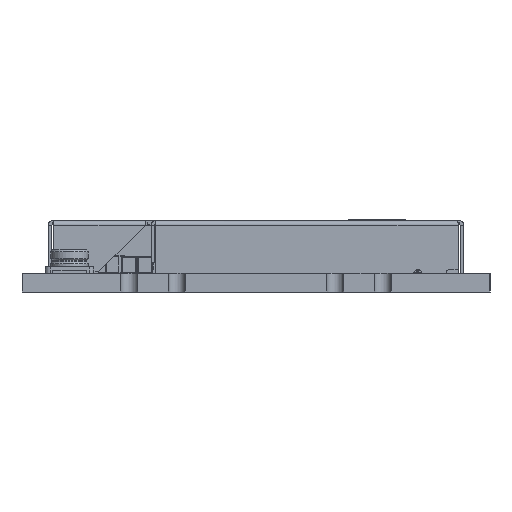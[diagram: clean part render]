
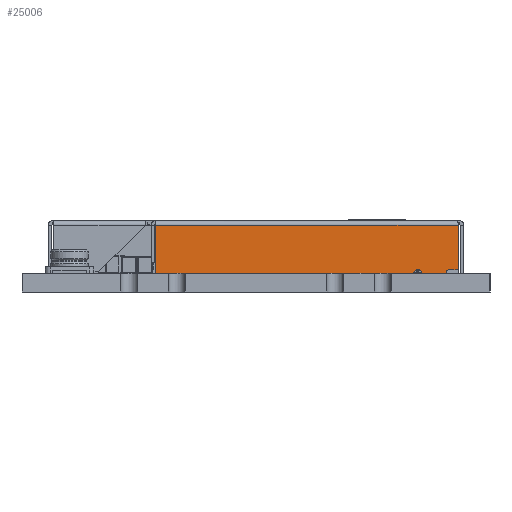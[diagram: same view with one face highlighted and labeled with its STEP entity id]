
A CAD part, front view. The second image highlights one B-rep face of the part: STEP entity #25006.
In plain terms, the highlighted face is planar.
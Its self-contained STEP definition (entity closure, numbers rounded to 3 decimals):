
#4057=LINE('',#51156,#6337);
#4061=LINE('',#51168,#6341);
#4065=LINE('',#51180,#6345);
#4069=LINE('',#51192,#6349);
#4073=LINE('',#51204,#6353);
#4076=LINE('',#51210,#6356);
#4079=LINE('',#51215,#6359);
#4080=LINE('',#51217,#6360);
#6337=VECTOR('',#31523,1.);
#6341=VECTOR('',#31535,1.);
#6345=VECTOR('',#31547,1.);
#6349=VECTOR('',#31559,1.);
#6353=VECTOR('',#31571,1.);
#6356=VECTOR('',#31576,1.);
#6359=VECTOR('',#31583,1.);
#6360=VECTOR('',#31586,1.);
#7316=PLANE('',#26674);
#8571=FACE_OUTER_BOUND('',#9980,.T.);
#9980=EDGE_LOOP('',(#22112,#22113,#22114,#22115,#22116,#22117,#22118,#22119,
#22120,#22121,#22122,#22123,#22124));
#10583=CIRCLE('',#26617,0.2);
#10592=CIRCLE('',#26657,0.2);
#10594=CIRCLE('',#26661,0.2);
#10596=CIRCLE('',#26665,0.2);
#10598=CIRCLE('',#26669,0.2);
#12479=VERTEX_POINT('',#50944);
#12481=VERTEX_POINT('',#50947);
#12535=VERTEX_POINT('',#51114);
#12537=VERTEX_POINT('',#51131);
#12540=VERTEX_POINT('',#51160);
#12542=VERTEX_POINT('',#51166);
#12544=VERTEX_POINT('',#51172);
#12546=VERTEX_POINT('',#51178);
#12548=VERTEX_POINT('',#51184);
#12550=VERTEX_POINT('',#51190);
#12552=VERTEX_POINT('',#51196);
#12554=VERTEX_POINT('',#51202);
#12555=VERTEX_POINT('',#51206);
#15666=EDGE_CURVE('',#12481,#12479,#10583,.T.);
#15758=EDGE_CURVE('',#12535,#12537,#4057,.T.);
#15760=EDGE_CURVE('',#12540,#12481,#10592,.T.);
#15764=EDGE_CURVE('',#12479,#12542,#4061,.T.);
#15767=EDGE_CURVE('',#12542,#12544,#10594,.T.);
#15770=EDGE_CURVE('',#12544,#12546,#4065,.T.);
#15773=EDGE_CURVE('',#12546,#12548,#10596,.T.);
#15776=EDGE_CURVE('',#12548,#12550,#4069,.T.);
#15779=EDGE_CURVE('',#12550,#12552,#10598,.T.);
#15782=EDGE_CURVE('',#12552,#12554,#4073,.T.);
#15785=EDGE_CURVE('',#12555,#12540,#4076,.T.);
#15788=EDGE_CURVE('',#12554,#12537,#4079,.T.);
#15789=EDGE_CURVE('',#12535,#12555,#4080,.T.);
#22112=ORIENTED_EDGE('',*,*,#15789,.T.);
#22113=ORIENTED_EDGE('',*,*,#15785,.T.);
#22114=ORIENTED_EDGE('',*,*,#15760,.T.);
#22115=ORIENTED_EDGE('',*,*,#15666,.T.);
#22116=ORIENTED_EDGE('',*,*,#15764,.T.);
#22117=ORIENTED_EDGE('',*,*,#15767,.T.);
#22118=ORIENTED_EDGE('',*,*,#15770,.T.);
#22119=ORIENTED_EDGE('',*,*,#15773,.T.);
#22120=ORIENTED_EDGE('',*,*,#15776,.T.);
#22121=ORIENTED_EDGE('',*,*,#15779,.T.);
#22122=ORIENTED_EDGE('',*,*,#15782,.T.);
#22123=ORIENTED_EDGE('',*,*,#15788,.T.);
#22124=ORIENTED_EDGE('',*,*,#15758,.F.);
#25006=ADVANCED_FACE('',(#8571),#7316,.F.);
#26617=AXIS2_PLACEMENT_3D('',#50948,#31365,#31366);
#26657=AXIS2_PLACEMENT_3D('',#51161,#31528,#31529);
#26661=AXIS2_PLACEMENT_3D('',#51174,#31541,#31542);
#26665=AXIS2_PLACEMENT_3D('',#51186,#31553,#31554);
#26669=AXIS2_PLACEMENT_3D('',#51198,#31565,#31566);
#26674=AXIS2_PLACEMENT_3D('',#51216,#31584,#31585);
#31365=DIRECTION('center_axis',(-1.,0.,0.));
#31366=DIRECTION('ref_axis',(0.,0.,-1.));
#31523=DIRECTION('',(0.,1.,0.));
#31528=DIRECTION('center_axis',(1.,0.,0.));
#31529=DIRECTION('ref_axis',(0.,0.,1.));
#31535=DIRECTION('',(0.,0.,-1.));
#31541=DIRECTION('center_axis',(1.,0.,0.));
#31542=DIRECTION('ref_axis',(0.,0.,1.));
#31547=DIRECTION('',(0.,1.,0.));
#31553=DIRECTION('center_axis',(1.,0.,0.));
#31554=DIRECTION('ref_axis',(0.,0.,1.));
#31559=DIRECTION('',(0.,0.,1.));
#31565=DIRECTION('center_axis',(-1.,0.,0.));
#31566=DIRECTION('ref_axis',(0.,0.,1.));
#31571=DIRECTION('',(0.,1.,0.));
#31576=DIRECTION('',(0.,1.,0.));
#31583=DIRECTION('',(0.,0.,1.));
#31584=DIRECTION('center_axis',(-1.,0.,0.));
#31585=DIRECTION('ref_axis',(0.,0.,1.));
#31586=DIRECTION('',(0.,0.,-1.));
#50944=CARTESIAN_POINT('',(18.85,8.85,-2.8));
#50947=CARTESIAN_POINT('',(18.85,8.477,-2.7));
#50948=CARTESIAN_POINT('Origin',(18.85,8.65,-2.8));
#51114=CARTESIAN_POINT('',(18.85,-5.38,-0.22));
#51131=CARTESIAN_POINT('',(18.85,10.8,-0.22));
#51156=CARTESIAN_POINT('',(18.85,10.35,-0.22));
#51160=CARTESIAN_POINT('',(18.85,8.304,-2.8));
#51161=CARTESIAN_POINT('Origin',(18.85,8.304,-2.6));
#51166=CARTESIAN_POINT('',(18.85,8.85,-3.1));
#51168=CARTESIAN_POINT('',(18.85,8.85,-3.1));
#51172=CARTESIAN_POINT('',(18.85,9.05,-3.3));
#51174=CARTESIAN_POINT('Origin',(18.85,9.05,-3.1));
#51178=CARTESIAN_POINT('',(18.85,9.95,-3.3));
#51180=CARTESIAN_POINT('',(18.85,9.95,-3.3));
#51184=CARTESIAN_POINT('',(18.85,10.15,-3.1));
#51186=CARTESIAN_POINT('Origin',(18.85,9.95,-3.1));
#51190=CARTESIAN_POINT('',(18.85,10.15,-2.8));
#51192=CARTESIAN_POINT('',(18.85,10.15,-2.8));
#51196=CARTESIAN_POINT('',(18.85,10.35,-2.6));
#51198=CARTESIAN_POINT('Origin',(18.85,10.35,-2.8));
#51202=CARTESIAN_POINT('',(18.85,10.8,-2.6));
#51204=CARTESIAN_POINT('',(18.85,10.35,-2.6));
#51206=CARTESIAN_POINT('',(18.85,-5.38,-2.8));
#51210=CARTESIAN_POINT('',(18.85,8.304,-2.8));
#51215=CARTESIAN_POINT('',(18.85,10.8,-2.6));
#51216=CARTESIAN_POINT('Origin',(18.85,10.35,-2.8));
#51217=CARTESIAN_POINT('',(18.85,-5.38,-2.8));
